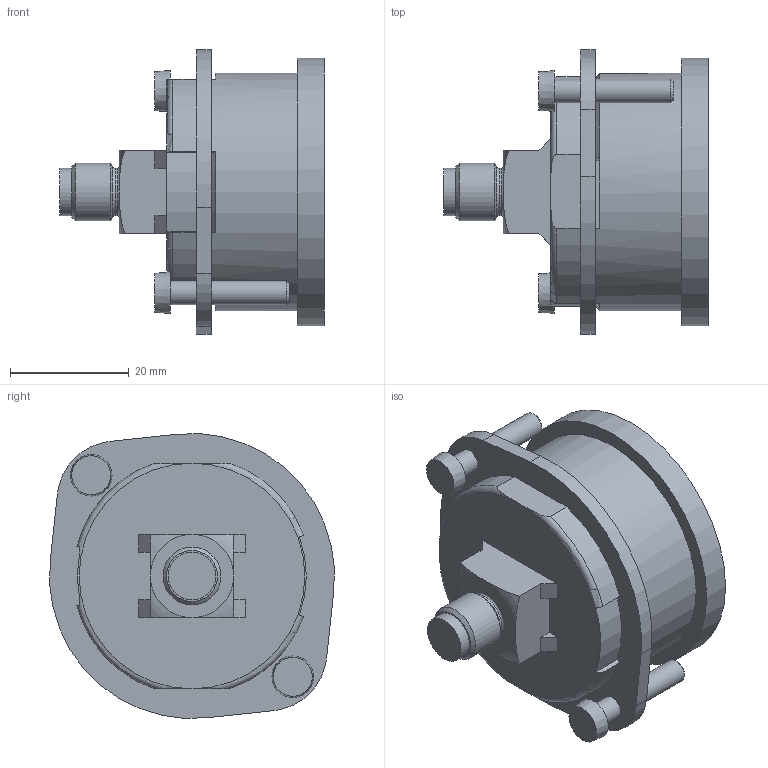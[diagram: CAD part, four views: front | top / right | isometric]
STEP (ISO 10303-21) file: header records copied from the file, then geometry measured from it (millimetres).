
FILE_DESCRIPTION(/* description */ ('STEP AP214'),/* implementation_level */ '2;1');
FILE_NAME(/* name */ '537812_FVAM-40-V1_0-G1_8-EN',/* time_stamp */ '2024-08-28T15:14:15+02:00',/* author */ ('License CC BY-ND 4.0'),/* organization */ ('CADENAS'),/* preprocessor_version */ 'ST-DEVELOPER v19.3',/* originating_system */ 'PARTsolutions',/* authorisation */ ' ');
FILE_SCHEMA (('AUTOMOTIVE_DESIGN {1 0 10303 214 3 1 1}'));
Length unit declared in the file: millimetre
Products named in the file (1): 537812 FVAM-40-V1/0-G1/8-EN
Bounding box: 44.5 x 47.92 x 47.92 mm (x, y, z)
Volume: 38554.2 mm3; surface area: 9514.1 mm2
Topology: 1 solids, 1 shells, 86 faces, 199 edges, 128 vertices
Faces by surface type: plane 49, cylinder 20, torus 9, cone 8
Full cylindrical faces by diameter (mm): 4 x4, 8 x2, 9.728 x1, 38.7 x1, 40 x1, 45 x1
Entity records: 2417 total; most frequent: CARTESIAN_POINT 482, DIRECTION 402, ORIENTED_EDGE 358, EDGE_CURVE 179, AXIS2_PLACEMENT_3D 154, VERTEX_POINT 127, EDGE_LOOP 118, FACE_BOUND 118
